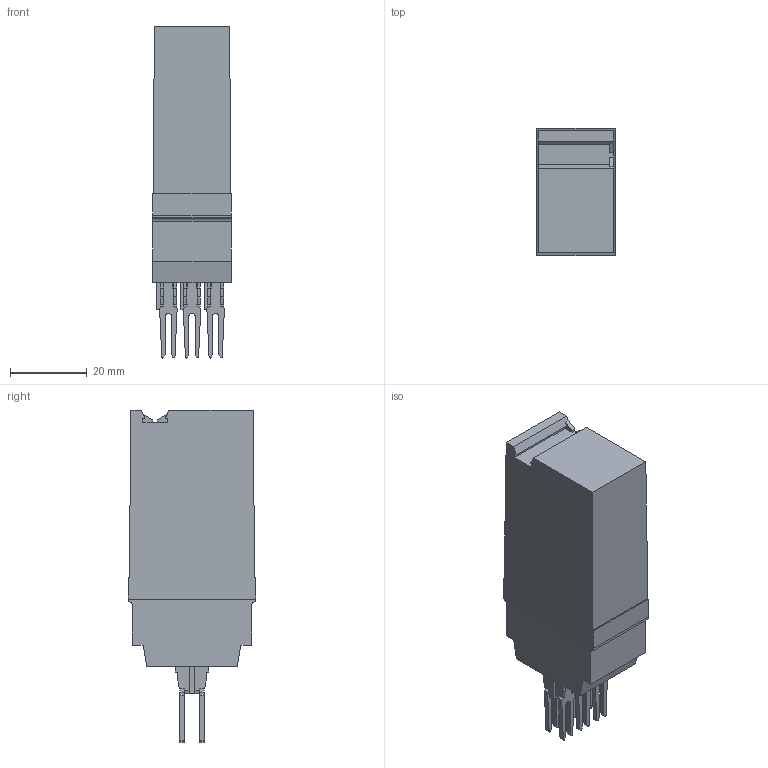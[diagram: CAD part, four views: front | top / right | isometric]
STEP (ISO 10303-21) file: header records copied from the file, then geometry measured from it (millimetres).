
FILE_DESCRIPTION(('Creo Elements/Direct Modeling STEP Export'),'2;1');
FILE_NAME('model.stp','2020-06-03T11:54:07',(''),(''),'Creo Elements/Direct Modeling STEP processor for AP214 (Solid Model)','Creo Elements/Direct Modeling 20.1A 29-Sep-2018 (C) Parametric Technology GmbH','');
FILE_SCHEMA(('AUTOMOTIVE_DESIGN { 1 0 10303 214 1 1 1 1 }'));
Length unit declared in the file: millimetre
Products named in the file (2): ST-REL3-SG-B_24_21_...-select
Assembly tree (1 placements, depth 2):
  ST-REL3-SG-B_24_21_...-select
    ST-REL3-SG-B_24_21_...-select
Bounding box: 20.4 x 33.2 x 86.4 mm (x, y, z)
Volume: 42625.1 mm3; surface area: 9524 mm2
Topology: 1 solids, 1 shells, 276 faces, 797 edges, 526 vertices
Faces by surface type: plane 256, cylinder 20
Entity records: 10720 total; most frequent: ORIENTED_EDGE 1594, CARTESIAN_POINT 1509, DIRECTION 1243, EDGE_CURVE 797, VECTOR 723, LINE 723, VERTEX_POINT 526, EDGE_LOOP 279
